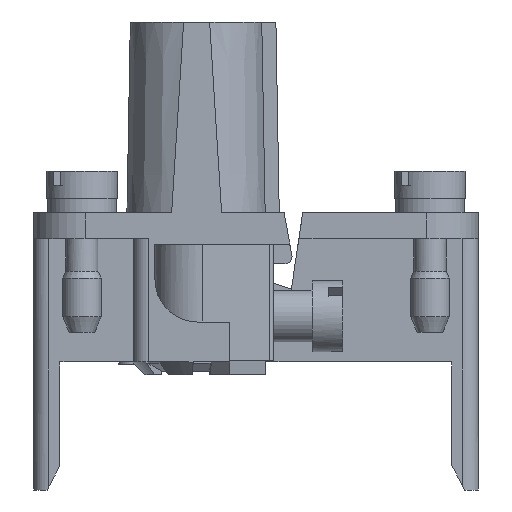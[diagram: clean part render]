
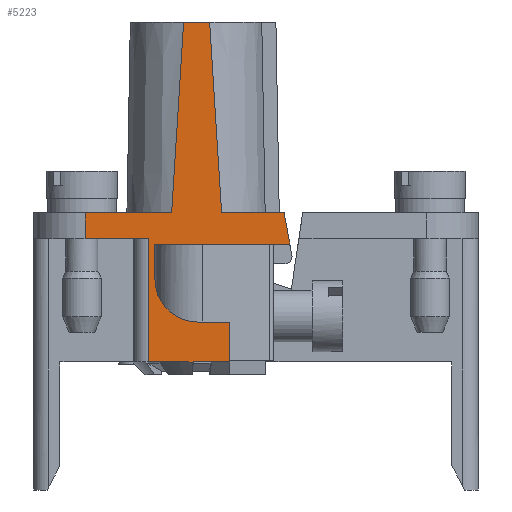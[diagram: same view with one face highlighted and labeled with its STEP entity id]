
A CAD part, left-side view. The second image highlights one B-rep face of the part: STEP entity #5223.
In plain terms, the highlighted planar face has unit normal (-1, 0, 0).
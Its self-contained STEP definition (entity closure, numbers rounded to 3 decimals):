
#1437=B_SPLINE_CURVE_WITH_KNOTS('',3,(#18510,#18511,#18512,#18513),
 .UNSPECIFIED.,.F.,.F.,(4,4),(0.,1.),.UNSPECIFIED.);
#1439=B_SPLINE_CURVE_WITH_KNOTS('',3,(#18599,#18600,#18601,#18602),
 .UNSPECIFIED.,.F.,.F.,(4,4),(0.,1.),.UNSPECIFIED.);
#1440=B_SPLINE_CURVE_WITH_KNOTS('',3,(#18606,#18607,#18608,#18609),
 .UNSPECIFIED.,.F.,.F.,(4,4),(0.,1.),.UNSPECIFIED.);
#1709=PLANE('',#13519);
#2206=FACE_OUTER_BOUND('',#6190,.T.);
#2761=LINE('',#17393,#3967);
#2775=LINE('',#17467,#3981);
#2983=LINE('',#18587,#4189);
#2984=LINE('',#18589,#4190);
#2985=LINE('',#18591,#4191);
#2986=LINE('',#18593,#4192);
#2987=LINE('',#18595,#4193);
#2988=LINE('',#18597,#4194);
#2989=LINE('',#18604,#4195);
#2990=LINE('',#18611,#4196);
#2991=LINE('',#18613,#4197);
#2992=LINE('',#18615,#4198);
#2993=LINE('',#18617,#4199);
#2994=LINE('',#18619,#4200);
#3967=VECTOR('',#14410,1.);
#3981=VECTOR('',#14450,1.);
#4189=VECTOR('',#14810,1.);
#4190=VECTOR('',#14811,1.);
#4191=VECTOR('',#14812,1.);
#4192=VECTOR('',#14815,1.);
#4193=VECTOR('',#14816,1.);
#4194=VECTOR('',#14817,1.);
#4195=VECTOR('',#14818,1.);
#4196=VECTOR('',#14819,1.);
#4197=VECTOR('',#14820,1.);
#4198=VECTOR('',#14821,1.);
#4199=VECTOR('',#14822,1.);
#4200=VECTOR('',#14823,1.);
#5223=ADVANCED_FACE('',(#2206),#1709,.F.);
#6190=EDGE_LOOP('',(#7379,#7380,#7381,#7382,#7383,#7384,#7385,#7386,#7387,
#7388,#7389,#7390,#7391,#7392,#7393,#7394,#7395,#7396));
#7379=ORIENTED_EDGE('',*,*,#11688,.F.);
#7380=ORIENTED_EDGE('',*,*,#11689,.T.);
#7381=ORIENTED_EDGE('',*,*,#11690,.F.);
#7382=ORIENTED_EDGE('',*,*,#11411,.T.);
#7383=ORIENTED_EDGE('',*,*,#11691,.T.);
#7384=ORIENTED_EDGE('',*,*,#11387,.T.);
#7385=ORIENTED_EDGE('',*,*,#11692,.T.);
#7386=ORIENTED_EDGE('',*,*,#11693,.F.);
#7387=ORIENTED_EDGE('',*,*,#11694,.F.);
#7388=ORIENTED_EDGE('',*,*,#11695,.F.);
#7389=ORIENTED_EDGE('',*,*,#11696,.F.);
#7390=ORIENTED_EDGE('',*,*,#11697,.F.);
#7391=ORIENTED_EDGE('',*,*,#11698,.F.);
#7392=ORIENTED_EDGE('',*,*,#11699,.T.);
#7393=ORIENTED_EDGE('',*,*,#11700,.T.);
#7394=ORIENTED_EDGE('',*,*,#11701,.T.);
#7395=ORIENTED_EDGE('',*,*,#11702,.T.);
#7396=ORIENTED_EDGE('',*,*,#11681,.F.);
#10259=VERTEX_POINT('',#17392);
#10260=VERTEX_POINT('',#17394);
#10276=VERTEX_POINT('',#17466);
#10277=VERTEX_POINT('',#17468);
#10494=VERTEX_POINT('',#18509);
#10495=VERTEX_POINT('',#18514);
#10499=VERTEX_POINT('',#18588);
#10500=VERTEX_POINT('',#18590);
#10501=VERTEX_POINT('',#18594);
#10502=VERTEX_POINT('',#18596);
#10503=VERTEX_POINT('',#18598);
#10504=VERTEX_POINT('',#18603);
#10505=VERTEX_POINT('',#18605);
#10506=VERTEX_POINT('',#18610);
#10507=VERTEX_POINT('',#18612);
#10508=VERTEX_POINT('',#18614);
#10509=VERTEX_POINT('',#18616);
#10510=VERTEX_POINT('',#18618);
#11387=EDGE_CURVE('',#10260,#10259,#2761,.T.);
#11411=EDGE_CURVE('',#10277,#10276,#2775,.T.);
#11681=EDGE_CURVE('',#10494,#10495,#1437,.T.);
#11688=EDGE_CURVE('',#10499,#10494,#2983,.T.);
#11689=EDGE_CURVE('',#10499,#10500,#2984,.T.);
#11690=EDGE_CURVE('',#10277,#10500,#2985,.T.);
#11691=EDGE_CURVE('',#10276,#10260,#12983,.T.);
#11692=EDGE_CURVE('',#10259,#10501,#2986,.T.);
#11693=EDGE_CURVE('',#10502,#10501,#2987,.T.);
#11694=EDGE_CURVE('',#10503,#10502,#2988,.T.);
#11695=EDGE_CURVE('',#10504,#10503,#1439,.T.);
#11696=EDGE_CURVE('',#10505,#10504,#2989,.T.);
#11697=EDGE_CURVE('',#10506,#10505,#1440,.T.);
#11698=EDGE_CURVE('',#10507,#10506,#2990,.T.);
#11699=EDGE_CURVE('',#10507,#10508,#2991,.T.);
#11700=EDGE_CURVE('',#10508,#10509,#2992,.T.);
#11701=EDGE_CURVE('',#10509,#10510,#2993,.T.);
#11702=EDGE_CURVE('',#10510,#10495,#2994,.T.);
#12983=CIRCLE('',#13518,3.3);
#13518=AXIS2_PLACEMENT_3D('',#18592,#14813,#14814);
#13519=AXIS2_PLACEMENT_3D('',#18620,#14824,#14825);
#14410=DIRECTION('',(0.,0.,1.));
#14450=DIRECTION('',(0.,1.,0.));
#14810=DIRECTION('',(0.,0.,-1.));
#14811=DIRECTION('',(0.,-1.,0.));
#14812=DIRECTION('',(0.,0.,-1.));
#14813=DIRECTION('',(1.,0.,0.));
#14814=DIRECTION('',(0.,0.,-1.));
#14815=DIRECTION('',(0.,-1.,0.));
#14816=DIRECTION('',(0.,-0.182,-0.983));
#14817=DIRECTION('',(0.,-1.,0.));
#14818=DIRECTION('',(0.,-1.,0.));
#14819=DIRECTION('',(0.,-1.,0.));
#14820=DIRECTION('',(0.,0.,-1.));
#14821=DIRECTION('',(0.,-1.,0.));
#14822=DIRECTION('',(0.,0.,-1.));
#14823=DIRECTION('',(0.,-1.,0.));
#14824=DIRECTION('',(1.,0.,0.));
#14825=DIRECTION('',(0.,0.,-1.));
#17392=CARTESIAN_POINT('',(-32.075,7.835,-0.42));
#17393=CARTESIAN_POINT('',(-32.075,7.835,2.));
#17394=CARTESIAN_POINT('',(-32.075,7.835,-3.17));
#17466=CARTESIAN_POINT('',(-32.075,4.535,-6.47));
#17467=CARTESIAN_POINT('',(-32.075,8.325,-6.47));
#17468=CARTESIAN_POINT('',(-32.075,2.025,-6.47));
#18509=CARTESIAN_POINT('',(-32.075,4.861,-9.612));
#18510=CARTESIAN_POINT('',(-32.075,4.861,-9.612));
#18511=CARTESIAN_POINT('',(-32.075,4.971,-9.602));
#18512=CARTESIAN_POINT('',(-32.075,5.081,-9.588));
#18513=CARTESIAN_POINT('',(-32.075,5.192,-9.57));
#18514=CARTESIAN_POINT('',(-32.075,5.192,-9.57));
#18587=CARTESIAN_POINT('',(-32.075,4.861,2.));
#18588=CARTESIAN_POINT('',(-32.075,4.861,-9.57));
#18589=CARTESIAN_POINT('',(-32.075,8.325,-9.57));
#18590=CARTESIAN_POINT('',(-32.075,2.025,-9.57));
#18591=CARTESIAN_POINT('',(-32.075,2.025,0.));
#18592=CARTESIAN_POINT('',(-32.075,4.535,-3.17));
#18593=CARTESIAN_POINT('',(-32.075,4.6,-0.42));
#18594=CARTESIAN_POINT('',(-32.075,-2.628,-0.42));
#18595=CARTESIAN_POINT('',(-32.075,-1.83,3.882));
#18596=CARTESIAN_POINT('',(-32.075,-2.179,2.));
#18597=CARTESIAN_POINT('',(-32.075,8.325,2.));
#18598=CARTESIAN_POINT('',(-32.075,2.664,2.));
#18599=CARTESIAN_POINT('',(-32.075,3.59,16.8));
#18600=CARTESIAN_POINT('',(-32.075,3.152,11.877));
#18601=CARTESIAN_POINT('',(-32.075,2.905,6.937));
#18602=CARTESIAN_POINT('',(-32.075,2.664,2.));
#18603=CARTESIAN_POINT('',(-32.075,3.59,16.8));
#18604=CARTESIAN_POINT('',(-32.075,8.1,16.8));
#18605=CARTESIAN_POINT('',(-32.075,5.61,16.8));
#18606=CARTESIAN_POINT('',(-32.075,6.536,2.));
#18607=CARTESIAN_POINT('',(-32.075,6.295,6.937));
#18608=CARTESIAN_POINT('',(-32.075,6.048,11.877));
#18609=CARTESIAN_POINT('',(-32.075,5.61,16.8));
#18610=CARTESIAN_POINT('',(-32.075,6.536,2.));
#18611=CARTESIAN_POINT('',(-32.075,8.325,2.));
#18612=CARTESIAN_POINT('',(-32.075,13.25,2.));
#18613=CARTESIAN_POINT('',(-32.075,13.25,2.));
#18614=CARTESIAN_POINT('',(-32.075,13.25,0.));
#18615=CARTESIAN_POINT('',(-32.075,17.25,0.));
#18616=CARTESIAN_POINT('',(-32.075,8.325,0.));
#18617=CARTESIAN_POINT('',(-32.075,8.325,2.));
#18618=CARTESIAN_POINT('',(-32.075,8.325,-9.57));
#18619=CARTESIAN_POINT('',(-32.075,8.325,-9.57));
#18620=CARTESIAN_POINT('',(-32.075,8.325,2.));
